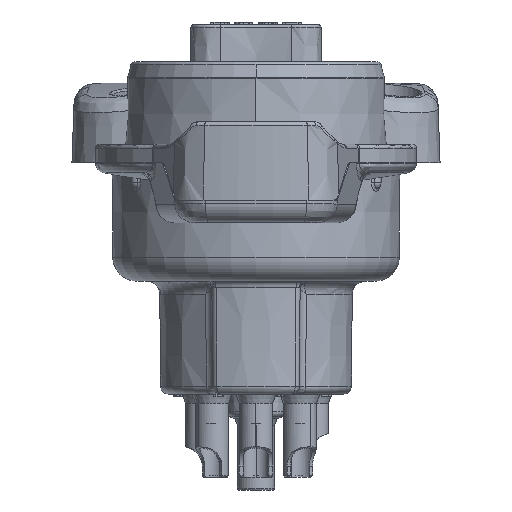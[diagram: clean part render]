
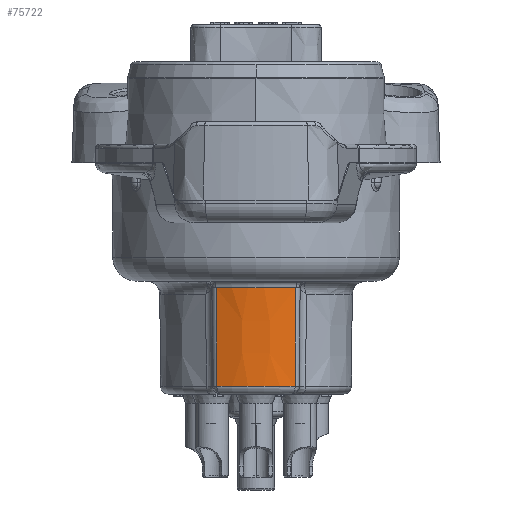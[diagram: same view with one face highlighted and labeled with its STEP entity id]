
A CAD part, front view. The second image highlights one B-rep face of the part: STEP entity #75722.
In plain terms, the highlighted conical face has half-angle 0.5 degrees and reference radius 7.963 mm.
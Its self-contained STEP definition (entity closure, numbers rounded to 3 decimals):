
#25120=CARTESIAN_POINT('',(0.,0.,-15.396));
#25121=DIRECTION('',(0.,0.,-1.));
#25122=DIRECTION('',(0.376,-0.927,0.));
#25123=AXIS2_PLACEMENT_3D('',#25120,#25121,#25122);
#25305=CARTESIAN_POINT('',(-2.941,-7.366,
-22.805));
#25306=CARTESIAN_POINT('',(-2.948,-7.37,
-21.982));
#25307=CARTESIAN_POINT('',(-2.964,-7.38,
-20.335));
#25308=CARTESIAN_POINT('',(-2.985,-7.394,
-17.865));
#25309=CARTESIAN_POINT('',(-3.,-7.404,
-16.219));
#25310=CARTESIAN_POINT('',(-3.008,-7.408,
-15.396));
#25312=CARTESIAN_POINT('',(3.008,-7.408,
-15.396));
#25313=CARTESIAN_POINT('',(3.,-7.404,
-16.219));
#25314=CARTESIAN_POINT('',(2.985,-7.394,
-17.865));
#25315=CARTESIAN_POINT('',(2.964,-7.38,
-20.335));
#25316=CARTESIAN_POINT('',(2.948,-7.37,
-21.982));
#25317=CARTESIAN_POINT('',(2.941,-7.366,
-22.805));
#25336=CARTESIAN_POINT('',(0.,0.,-22.805));
#25337=DIRECTION('',(0.,0.,1.));
#25338=DIRECTION('',(-0.371,-0.929,0.));
#25339=AXIS2_PLACEMENT_3D('',#25336,#25337,#25338);
#32526=CARTESIAN_POINT('',(2.941,-7.366,
-22.805));
#32527=VERTEX_POINT('',#32526);
#32528=VERTEX_POINT('',#25312);
#32531=CARTESIAN_POINT('',(-2.941,-7.366,
-22.805));
#32532=VERTEX_POINT('',#32531);
#32533=VERTEX_POINT('',#25310);
#75710=CARTESIAN_POINT('',(0.,0.,-19.1));
#75711=DIRECTION('',(0.,0.,1.));
#75712=DIRECTION('',(1.,0.,0.));
#75713=AXIS2_PLACEMENT_3D('',#75710,#75711,#75712);
#75714=CONICAL_SURFACE('',#75713,7.963,0.5);
#75716=ORIENTED_EDGE('',*,*,#75715,.F.);
#75717=ORIENTED_EDGE('',*,*,#74968,.T.);
#75718=ORIENTED_EDGE('',*,*,#75248,.F.);
#75719=ORIENTED_EDGE('',*,*,#75702,.T.);
#75720=EDGE_LOOP('',(#75716,#75717,#75718,#75719));
#75721=FACE_OUTER_BOUND('',#75720,.F.);
#75722=ADVANCED_FACE('',(#75721),#75714,.T.);
#25124=CIRCLE('',#25123,7.996);
#25311=B_SPLINE_CURVE_WITH_KNOTS('',3,(#25305,#25306,#25307,#25308,#25309,
#25310),.UNSPECIFIED.,.F.,.F.,(4,1,1,4),(0.,0.333,
0.667,1.),.UNSPECIFIED.);
#25318=B_SPLINE_CURVE_WITH_KNOTS('',3,(#25312,#25313,#25314,#25315,#25316,
#25317),.UNSPECIFIED.,.F.,.F.,(4,1,1,4),(0.,0.333,
0.667,1.),.UNSPECIFIED.);
#25340=CIRCLE('',#25339,7.931);
#74968=EDGE_CURVE('',#32532,#32533,#25311,.T.);
#75248=EDGE_CURVE('',#32528,#32533,#25124,.T.);
#75702=EDGE_CURVE('',#32528,#32527,#25318,.T.);
#75715=EDGE_CURVE('',#32532,#32527,#25340,.T.);
